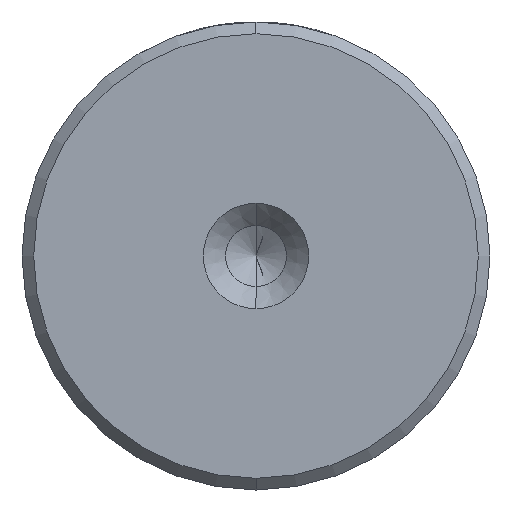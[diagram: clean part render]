
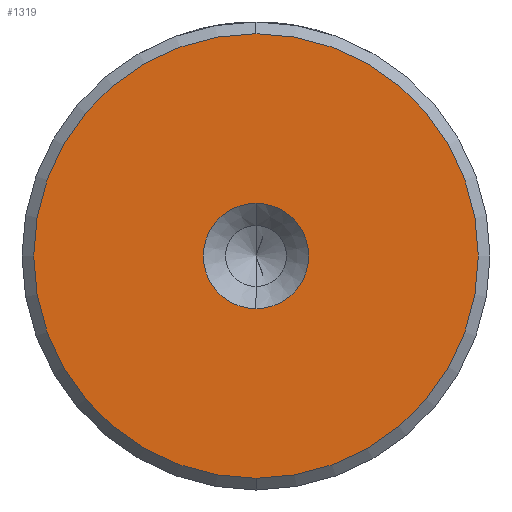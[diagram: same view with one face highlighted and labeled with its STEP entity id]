
A CAD part, left-side view. The second image highlights one B-rep face of the part: STEP entity #1319.
In plain terms, the highlighted planar face has unit normal (-1, 0, 0).
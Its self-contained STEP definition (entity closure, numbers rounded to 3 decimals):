
#1 = AXIS2_PLACEMENT_3D ( 'NONE', #1451, #94, #1678 ) ;
#29 = ORIENTED_EDGE ( 'NONE', *, *, #876, .F. ) ;
#85 = CARTESIAN_POINT ( 'NONE',  ( 0., 0., 0. ) ) ;
#94 = DIRECTION ( 'NONE',  ( -1., 0., 0. ) ) ;
#224 = CIRCLE ( 'NONE', #2531, 2.25 ) ;
#239 = CARTESIAN_POINT ( 'NONE',  ( 0., 0., -9.5 ) ) ;
#550 = DIRECTION ( 'NONE',  ( -1., 0., 0. ) ) ;
#554 = DIRECTION ( 'NONE',  ( -1., 0., 0. ) ) ;
#673 = CARTESIAN_POINT ( 'NONE',  ( 0., 0., -2.25 ) ) ;
#676 = EDGE_LOOP ( 'NONE', ( #29, #1427 ) ) ;
#702 = VERTEX_POINT ( 'NONE', #673 ) ;
#723 = VERTEX_POINT ( 'NONE', #239 ) ;
#822 = VERTEX_POINT ( 'NONE', #2538 ) ;
#828 = EDGE_CURVE ( 'NONE', #2657, #723, #2388, .T. ) ;
#876 = EDGE_CURVE ( 'NONE', #822, #702, #224, .T. ) ;
#940 = DIRECTION ( 'NONE',  ( -1., 0., 0. ) ) ;
#1005 = AXIS2_PLACEMENT_3D ( 'NONE', #2302, #940, #2547 ) ;
#1029 = FACE_BOUND ( 'NONE', #676, .T. ) ;
#1230 = ORIENTED_EDGE ( 'NONE', *, *, #828, .T. ) ;
#1231 = DIRECTION ( 'NONE',  ( -1., 0., 0. ) ) ;
#1318 = CIRCLE ( 'NONE', #1, 2.25 ) ;
#1319 = ADVANCED_FACE ( 'NONE', ( #1704, #1029 ), #2811, .T. ) ;
#1427 = ORIENTED_EDGE ( 'NONE', *, *, #2297, .F. ) ;
#1451 = CARTESIAN_POINT ( 'NONE',  ( 0., 0., 0. ) ) ;
#1678 = DIRECTION ( 'NONE',  ( 0., 0., 1. ) ) ;
#1704 = FACE_OUTER_BOUND ( 'NONE', #2575, .T. ) ;
#1901 = CARTESIAN_POINT ( 'NONE',  ( 0., 0., 0. ) ) ;
#2012 = EDGE_CURVE ( 'NONE', #723, #2657, #2495, .T. ) ;
#2127 = DIRECTION ( 'NONE',  ( 0., 0., 1. ) ) ;
#2133 = DIRECTION ( 'NONE',  ( 0., 0., 1. ) ) ;
#2242 = AXIS2_PLACEMENT_3D ( 'NONE', #1901, #550, #2127 ) ;
#2297 = EDGE_CURVE ( 'NONE', #702, #822, #1318, .T. ) ;
#2302 = CARTESIAN_POINT ( 'NONE',  ( 0., 0., 0. ) ) ;
#2365 = CARTESIAN_POINT ( 'NONE',  ( 0., 0., 9.5 ) ) ;
#2388 = CIRCLE ( 'NONE', #1005, 9.5 ) ;
#2495 = CIRCLE ( 'NONE', #2242, 9.5 ) ;
#2531 = AXIS2_PLACEMENT_3D ( 'NONE', #2603, #1231, #2832 ) ;
#2538 = CARTESIAN_POINT ( 'NONE',  ( 0., 0., 2.25 ) ) ;
#2547 = DIRECTION ( 'NONE',  ( 0., 0., 1. ) ) ;
#2575 = EDGE_LOOP ( 'NONE', ( #2667, #1230 ) ) ;
#2603 = CARTESIAN_POINT ( 'NONE',  ( 0., 0., 0. ) ) ;
#2657 = VERTEX_POINT ( 'NONE', #2365 ) ;
#2667 = ORIENTED_EDGE ( 'NONE', *, *, #2012, .T. ) ;
#2811 = PLANE ( 'NONE',  #2878 ) ;
#2832 = DIRECTION ( 'NONE',  ( 0., 0., 1. ) ) ;
#2878 = AXIS2_PLACEMENT_3D ( 'NONE', #85, #554, #2133 ) ;
